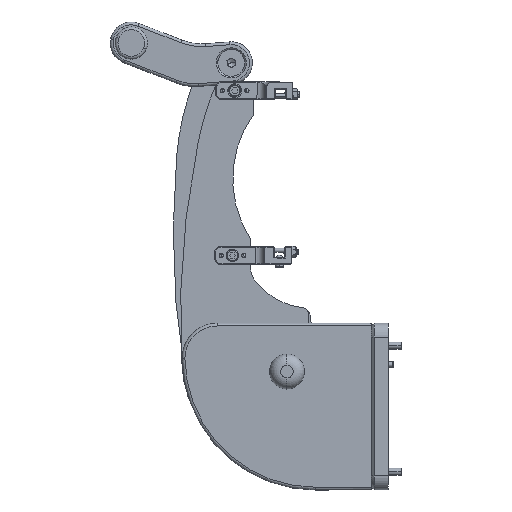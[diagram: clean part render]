
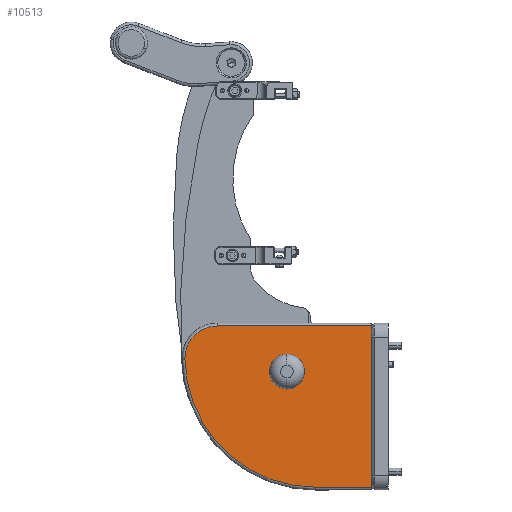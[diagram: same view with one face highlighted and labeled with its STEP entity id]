
A CAD part, left-side view. The second image highlights one B-rep face of the part: STEP entity #10513.
In plain terms, the highlighted face is planar.
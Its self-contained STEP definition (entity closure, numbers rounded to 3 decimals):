
#14 = CARTESIAN_POINT ( 'NONE',  ( -40., 23.993, -12. ) ) ;
#272 = DIRECTION ( 'NONE',  ( 0., 0., -1. ) ) ;
#788 = ORIENTED_EDGE ( 'NONE', *, *, #27045, .T. ) ;
#808 = CARTESIAN_POINT ( 'NONE',  ( -40., 117., -12. ) ) ;
#923 = EDGE_CURVE ( 'NONE', #22702, #19325, #3033, .T. ) ;
#3033 = CIRCLE ( 'NONE', #22115, 93.007 ) ;
#3205 = EDGE_CURVE ( 'NONE', #23485, #17070, #5613, .T. ) ;
#3775 = DIRECTION ( 'NONE',  ( 0., 1., 0. ) ) ;
#5613 = LINE ( 'NONE', #21615, #15926 ) ;
#6985 = ORIENTED_EDGE ( 'NONE', *, *, #26221, .F. ) ;
#7424 = EDGE_LOOP ( 'NONE', ( #6985, #14157, #11985, #18532, #788 ) ) ;
#8214 = DIRECTION ( 'NONE',  ( 1., 0., 0. ) ) ;
#8354 = DIRECTION ( 'NONE',  ( -1., 0., 0. ) ) ;
#8738 = DIRECTION ( 'NONE',  ( 1., 0., 0. ) ) ;
#9439 = LINE ( 'NONE', #24946, #29883 ) ;
#9701 = AXIS2_PLACEMENT_3D ( 'NONE', #18533, #272, #28963 ) ;
#10513 = ADVANCED_FACE ( 'NONE', ( #13301 ), #29048, .F. ) ;
#10689 = DIRECTION ( 'NONE',  ( 0., 0., -1. ) ) ;
#11325 = CARTESIAN_POINT ( 'NONE',  ( -110., 2., -12. ) ) ;
#11521 = AXIS2_PLACEMENT_3D ( 'NONE', #14, #12814, #8214 ) ;
#11985 = ORIENTED_EDGE ( 'NONE', *, *, #24693, .T. ) ;
#12451 = CARTESIAN_POINT ( 'NONE',  ( 0., 117., -12. ) ) ;
#12619 = CARTESIAN_POINT ( 'NONE',  ( -132.998, 25.331, -12. ) ) ;
#12814 = DIRECTION ( 'NONE',  ( 0., 0., 1. ) ) ;
#13301 = FACE_OUTER_BOUND ( 'NONE', #7424, .T. ) ;
#14157 = ORIENTED_EDGE ( 'NONE', *, *, #3205, .T. ) ;
#14528 = CARTESIAN_POINT ( 'NONE',  ( 0., 2., -12. ) ) ;
#15926 = VECTOR ( 'NONE', #8354, 1000. ) ;
#17070 = VERTEX_POINT ( 'NONE', #11325 ) ;
#18532 = ORIENTED_EDGE ( 'NONE', *, *, #923, .T. ) ;
#18533 = CARTESIAN_POINT ( 'NONE',  ( -110., 25., -12. ) ) ;
#19325 = VERTEX_POINT ( 'NONE', #808 ) ;
#21080 = DIRECTION ( 'NONE',  ( 1., 0., 0. ) ) ;
#21615 = CARTESIAN_POINT ( 'NONE',  ( -110., 2., -12. ) ) ;
#21670 = CARTESIAN_POINT ( 'NONE',  ( -0.6, 117., -12. ) ) ;
#22115 = AXIS2_PLACEMENT_3D ( 'NONE', #33395, #10689, #21080 ) ;
#22702 = VERTEX_POINT ( 'NONE', #12619 ) ;
#22762 = VERTEX_POINT ( 'NONE', #12451 ) ;
#23485 = VERTEX_POINT ( 'NONE', #14528 ) ;
#24693 = EDGE_CURVE ( 'NONE', #17070, #22702, #27668, .T. ) ;
#24946 = CARTESIAN_POINT ( 'NONE',  ( 0., 0., -12. ) ) ;
#26221 = EDGE_CURVE ( 'NONE', #23485, #22762, #9439, .T. ) ;
#27045 = EDGE_CURVE ( 'NONE', #19325, #22762, #32095, .T. ) ;
#27668 = CIRCLE ( 'NONE', #9701, 23. ) ;
#28963 = DIRECTION ( 'NONE',  ( 1., 0., 0. ) ) ;
#29048 = PLANE ( 'NONE',  #11521 ) ;
#29883 = VECTOR ( 'NONE', #3775, 1000. ) ;
#32095 = LINE ( 'NONE', #21670, #32107 ) ;
#32107 = VECTOR ( 'NONE', #8738, 1000. ) ;
#33395 = CARTESIAN_POINT ( 'NONE',  ( -40., 23.993, -12. ) ) ;
